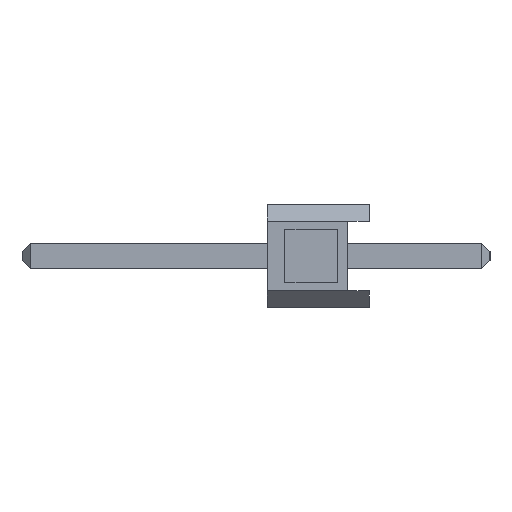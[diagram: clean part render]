
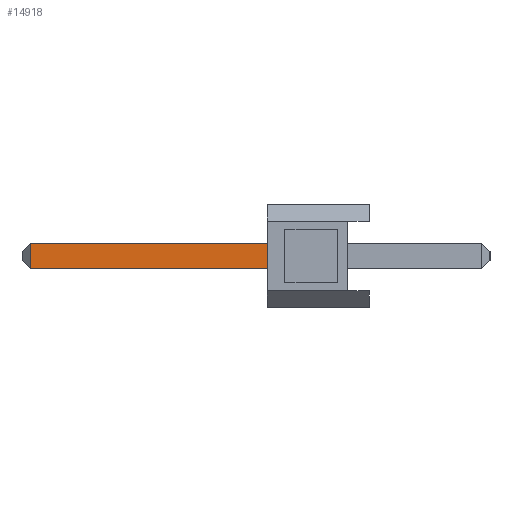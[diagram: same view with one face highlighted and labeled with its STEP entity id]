
A CAD part, left-side view. The second image highlights one B-rep face of the part: STEP entity #14918.
In plain terms, the highlighted planar face has unit normal (-1, 0, 0).
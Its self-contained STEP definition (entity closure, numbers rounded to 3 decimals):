
#526 = CARTESIAN_POINT ( 'NONE',  ( -0.32, -3., 0.32 ) ) ;
#3315 = DIRECTION ( 'NONE',  ( 0., 1., 0. ) ) ;
#3832 = LINE ( 'NONE', #21919, #36467 ) ;
#5004 = CARTESIAN_POINT ( 'NONE',  ( -0.32, -3., -0.32 ) ) ;
#5274 = VECTOR ( 'NONE', #8322, 1000. ) ;
#7011 = CARTESIAN_POINT ( 'NONE',  ( -0.32, 8.44, 0.32 ) ) ;
#8009 = CARTESIAN_POINT ( 'NONE',  ( -0.32, 2.54, -0.32 ) ) ;
#8087 = LINE ( 'NONE', #37510, #18511 ) ;
#8322 = DIRECTION ( 'NONE',  ( 0., 1., 0. ) ) ;
#9110 = ORIENTED_EDGE ( 'NONE', *, *, #27731, .F. ) ;
#9403 = VERTEX_POINT ( 'NONE', #32420 ) ;
#10340 = LINE ( 'NONE', #526, #26189 ) ;
#11009 = DIRECTION ( 'NONE',  ( 0., 0., 1. ) ) ;
#13333 = VERTEX_POINT ( 'NONE', #8009 ) ;
#13587 = CARTESIAN_POINT ( 'NONE',  ( -0.32, 2.54, 0.32 ) ) ;
#14235 = VERTEX_POINT ( 'NONE', #13587 ) ;
#14918 = ADVANCED_FACE ( 'NONE', ( #21570 ), #17138, .T. ) ;
#17113 = LINE ( 'NONE', #21307, #5274 ) ;
#17138 = PLANE ( 'NONE',  #29710 ) ;
#17282 = DIRECTION ( 'NONE',  ( -1., 0., 0. ) ) ;
#18511 = VECTOR ( 'NONE', #31301, 1000. ) ;
#18739 = EDGE_CURVE ( 'NONE', #14235, #31254, #10340, .T. ) ;
#21307 = CARTESIAN_POINT ( 'NONE',  ( -0.32, -3., -0.32 ) ) ;
#21570 = FACE_OUTER_BOUND ( 'NONE', #27260, .T. ) ;
#21919 = CARTESIAN_POINT ( 'NONE',  ( -0.32, 8.44, -0.32 ) ) ;
#25258 = DIRECTION ( 'NONE',  ( 0., 0., -1. ) ) ;
#26189 = VECTOR ( 'NONE', #3315, 1000. ) ;
#26727 = ORIENTED_EDGE ( 'NONE', *, *, #18739, .T. ) ;
#26991 = ORIENTED_EDGE ( 'NONE', *, *, #37916, .F. ) ;
#27260 = EDGE_LOOP ( 'NONE', ( #26727, #37664, #26991, #9110 ) ) ;
#27731 = EDGE_CURVE ( 'NONE', #14235, #13333, #8087, .T. ) ;
#29710 = AXIS2_PLACEMENT_3D ( 'NONE', #5004, #17282, #11009 ) ;
#31254 = VERTEX_POINT ( 'NONE', #7011 ) ;
#31301 = DIRECTION ( 'NONE',  ( 0., 0., -1. ) ) ;
#32420 = CARTESIAN_POINT ( 'NONE',  ( -0.32, 8.44, -0.32 ) ) ;
#36013 = EDGE_CURVE ( 'NONE', #31254, #9403, #3832, .T. ) ;
#36467 = VECTOR ( 'NONE', #25258, 1000. ) ;
#37510 = CARTESIAN_POINT ( 'NONE',  ( -0.32, 2.54, 0. ) ) ;
#37664 = ORIENTED_EDGE ( 'NONE', *, *, #36013, .T. ) ;
#37916 = EDGE_CURVE ( 'NONE', #13333, #9403, #17113, .T. ) ;
